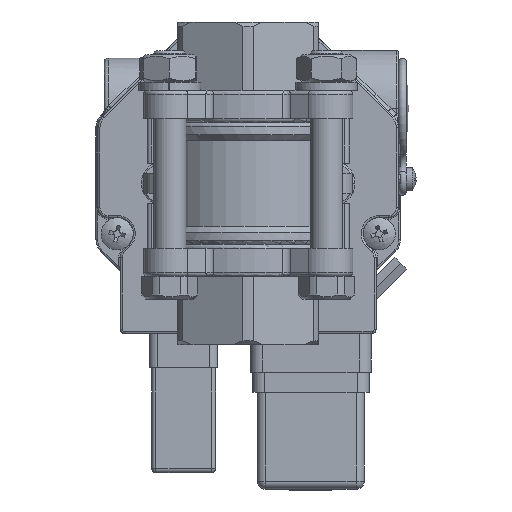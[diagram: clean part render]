
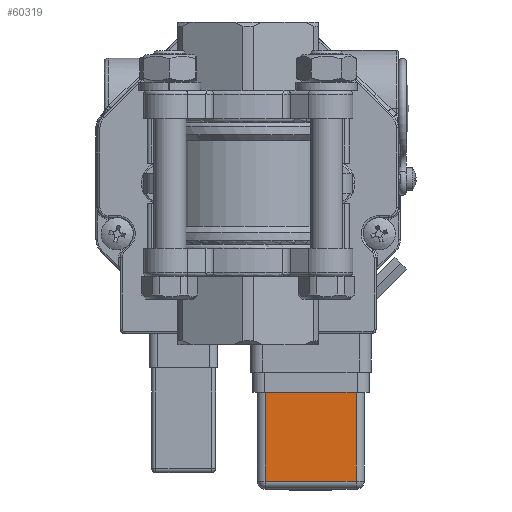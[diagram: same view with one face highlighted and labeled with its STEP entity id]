
A CAD part, front view. The second image highlights one B-rep face of the part: STEP entity #60319.
In plain terms, the highlighted face is planar.
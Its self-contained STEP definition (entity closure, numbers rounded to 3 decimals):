
#2979=PLANE('',#65725);
#5898=LINE('',#118805,#8912);
#5901=LINE('',#118812,#8915);
#5907=LINE('',#118828,#8921);
#5912=LINE('',#118842,#8926);
#8912=VECTOR('',#79069,1000.);
#8915=VECTOR('',#79076,1000.);
#8921=VECTOR('',#79096,1000.);
#8926=VECTOR('',#79113,1000.);
#21764=ORIENTED_EDGE('',*,*,#29164,.T.);
#21765=ORIENTED_EDGE('',*,*,#29160,.T.);
#21766=ORIENTED_EDGE('',*,*,#29180,.T.);
#21767=ORIENTED_EDGE('',*,*,#29173,.T.);
#29160=EDGE_CURVE('',#33701,#33705,#5898,.T.);
#29164=EDGE_CURVE('',#33707,#33701,#5901,.T.);
#29173=EDGE_CURVE('',#33712,#33707,#5907,.T.);
#29180=EDGE_CURVE('',#33705,#33712,#5912,.T.);
#33701=VERTEX_POINT('',#118792);
#33705=VERTEX_POINT('',#118803);
#33707=VERTEX_POINT('',#118809);
#33712=VERTEX_POINT('',#118829);
#39995=EDGE_LOOP('',(#21764,#21765,#21766,#21767));
#43494=FACE_BOUND('',#39995,.T.);
#60319=ADVANCED_FACE('',(#43494),#2979,.F.);
#65725=AXIS2_PLACEMENT_3D('',#118841,#79111,#79112);
#79069=DIRECTION('',(0.,0.,-1.));
#79076=DIRECTION('',(1.,0.,0.));
#79096=DIRECTION('',(0.,0.,1.));
#79111=DIRECTION('',(0.,-1.,0.));
#79112=DIRECTION('',(0.,0.,-1.));
#79113=DIRECTION('',(-1.,0.,0.));
#118792=CARTESIAN_POINT('',(11.25,13.25,36.6));
#118803=CARTESIAN_POINT('',(11.25,13.25,14.6));
#118805=CARTESIAN_POINT('',(11.25,13.25,38.6));
#118809=CARTESIAN_POINT('',(-11.25,13.25,36.6));
#118812=CARTESIAN_POINT('',(-13.25,13.25,36.6));
#118828=CARTESIAN_POINT('',(-11.25,13.25,38.6));
#118829=CARTESIAN_POINT('',(-11.25,13.25,14.6));
#118841=CARTESIAN_POINT('',(-13.25,13.25,38.6));
#118842=CARTESIAN_POINT('',(-13.25,13.25,14.6));
